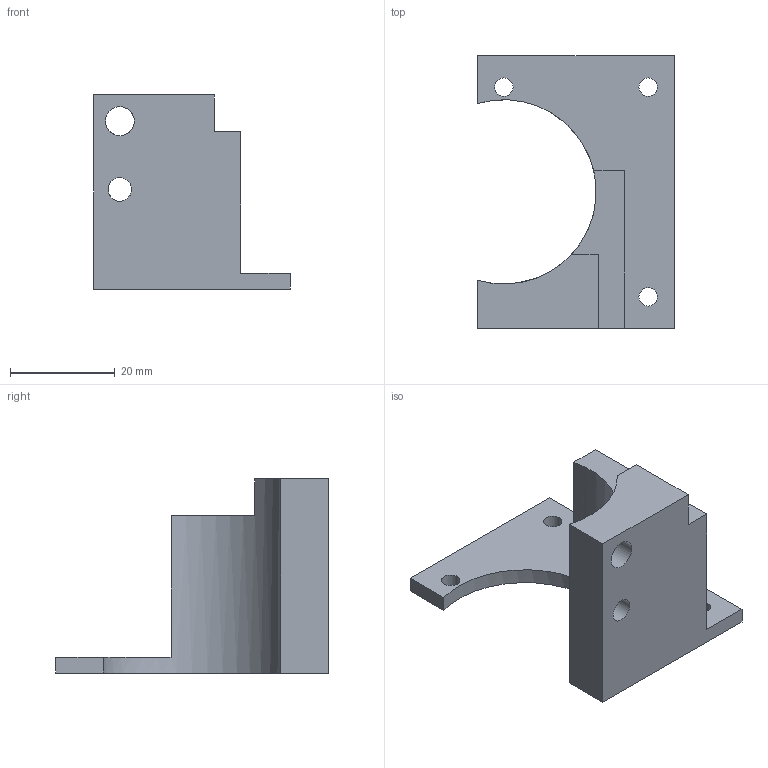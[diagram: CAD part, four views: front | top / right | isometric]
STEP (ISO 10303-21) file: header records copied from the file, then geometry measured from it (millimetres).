
FILE_DESCRIPTION(/* description */ ('','CAx-IF Rec.Pracs.---Representation and Presentation of Product Manufacturing Information (PMI)---4.0---2014-10-13'),/* implementation_level */ '2;1');
FILE_NAME(/* name */ 'support moteur occulaire v5.step',/* time_stamp */ '2024-11-26T18:53:56+01:00',/* author */ (''),/* organization */ (''),/* preprocessor_version */ 'ST-DEVELOPER v20',/* originating_system */ 'Autodesk Translation Framework v13.20.0.188',/* authorisation */ '');
FILE_SCHEMA (('AP242_MANAGED_MODEL_BASED_3D_ENGINEERING_MIM_LF { 1 0 10303 442 1 1 4 }'));
Length unit declared in the file: millimetre
Products named in the file (1): support moteur occulaire
Bounding box: 37.5 x 52 x 37 mm (x, y, z)
Volume: 16508.7 mm3; surface area: 6898.5 mm2
Topology: 1 solids, 1 shells, 19 faces, 53 edges, 36 vertices
Faces by surface type: plane 13, cylinder 6
Full cylindrical faces by diameter (mm): 3.5 x3, 4.5 x1, 5.5 x1
Entity records: 728 total; most frequent: CARTESIAN_POINT 177, ORIENTED_EDGE 106, DIRECTION 101, EDGE_CURVE 53, LINE 37, VECTOR 37, VERTEX_POINT 36, AXIS2_PLACEMENT_3D 32
